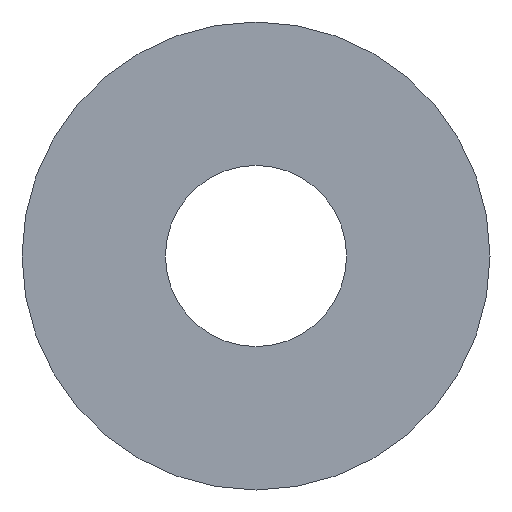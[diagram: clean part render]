
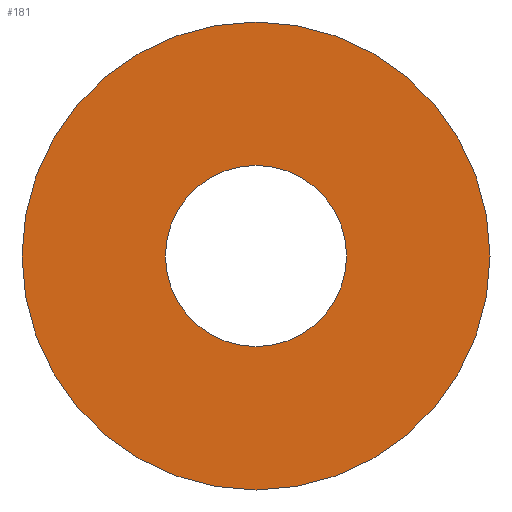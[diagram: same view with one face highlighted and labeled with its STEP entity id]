
A CAD part, front view. The second image highlights one B-rep face of the part: STEP entity #181.
In plain terms, the highlighted planar face has unit normal (0, -1, 0).
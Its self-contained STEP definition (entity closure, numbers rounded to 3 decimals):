
#8 = CARTESIAN_POINT ( 'NONE',  ( 0., 0., 6. ) ) ;
#24 = CARTESIAN_POINT ( 'NONE',  ( 0., 0., -15.5 ) ) ;
#27 = DIRECTION ( 'NONE',  ( 0., -1., 0. ) ) ;
#32 = DIRECTION ( 'NONE',  ( 0., -1., 0. ) ) ;
#33 = DIRECTION ( 'NONE',  ( 0., -1., 0. ) ) ;
#56 = VERTEX_POINT ( 'NONE', #24 ) ;
#62 = PLANE ( 'NONE',  #130 ) ;
#83 = EDGE_LOOP ( 'NONE', ( #129, #108 ) ) ;
#91 = DIRECTION ( 'NONE',  ( 0., -1., 0. ) ) ;
#100 = CARTESIAN_POINT ( 'NONE',  ( 0., 0., -6. ) ) ;
#108 = ORIENTED_EDGE ( 'NONE', *, *, #145, .T. ) ;
#119 = AXIS2_PLACEMENT_3D ( 'NONE', #150, #27, #153 ) ;
#120 = EDGE_CURVE ( 'NONE', #293, #263, #224, .T. ) ;
#121 = CARTESIAN_POINT ( 'NONE',  ( 0., 0., 0. ) ) ;
#122 = DIRECTION ( 'NONE',  ( 0., 0., -1. ) ) ;
#127 = ORIENTED_EDGE ( 'NONE', *, *, #172, .F. ) ;
#129 = ORIENTED_EDGE ( 'NONE', *, *, #207, .T. ) ;
#130 = AXIS2_PLACEMENT_3D ( 'NONE', #175, #258, #180 ) ;
#139 = ORIENTED_EDGE ( 'NONE', *, *, #120, .F. ) ;
#145 = EDGE_CURVE ( 'NONE', #246, #56, #336, .T. ) ;
#150 = CARTESIAN_POINT ( 'NONE',  ( 0., 0., 0. ) ) ;
#153 = DIRECTION ( 'NONE',  ( 0., 0., -1. ) ) ;
#156 = AXIS2_PLACEMENT_3D ( 'NONE', #309, #32, #122 ) ;
#169 = AXIS2_PLACEMENT_3D ( 'NONE', #121, #33, #358 ) ;
#172 = EDGE_CURVE ( 'NONE', #263, #293, #229, .T. ) ;
#175 = CARTESIAN_POINT ( 'NONE',  ( 6., 0., 0. ) ) ;
#180 = DIRECTION ( 'NONE',  ( 0., 0., -1. ) ) ;
#181 = ADVANCED_FACE ( 'NONE', ( #233, #306 ), #62, .T. ) ;
#204 = DIRECTION ( 'NONE',  ( 0., 0., -1. ) ) ;
#207 = EDGE_CURVE ( 'NONE', #56, #246, #269, .T. ) ;
#220 = AXIS2_PLACEMENT_3D ( 'NONE', #340, #91, #204 ) ;
#224 = CIRCLE ( 'NONE', #156, 6. ) ;
#229 = CIRCLE ( 'NONE', #119, 6. ) ;
#233 = FACE_OUTER_BOUND ( 'NONE', #83, .T. ) ;
#246 = VERTEX_POINT ( 'NONE', #291 ) ;
#258 = DIRECTION ( 'NONE',  ( 0., -1., 0. ) ) ;
#263 = VERTEX_POINT ( 'NONE', #8 ) ;
#269 = CIRCLE ( 'NONE', #220, 15.5 ) ;
#275 = EDGE_LOOP ( 'NONE', ( #139, #127 ) ) ;
#291 = CARTESIAN_POINT ( 'NONE',  ( 0., 0., 15.5 ) ) ;
#293 = VERTEX_POINT ( 'NONE', #100 ) ;
#306 = FACE_BOUND ( 'NONE', #275, .T. ) ;
#309 = CARTESIAN_POINT ( 'NONE',  ( 0., 0., 0. ) ) ;
#336 = CIRCLE ( 'NONE', #169, 15.5 ) ;
#340 = CARTESIAN_POINT ( 'NONE',  ( 0., 0., 0. ) ) ;
#358 = DIRECTION ( 'NONE',  ( 0., 0., -1. ) ) ;
